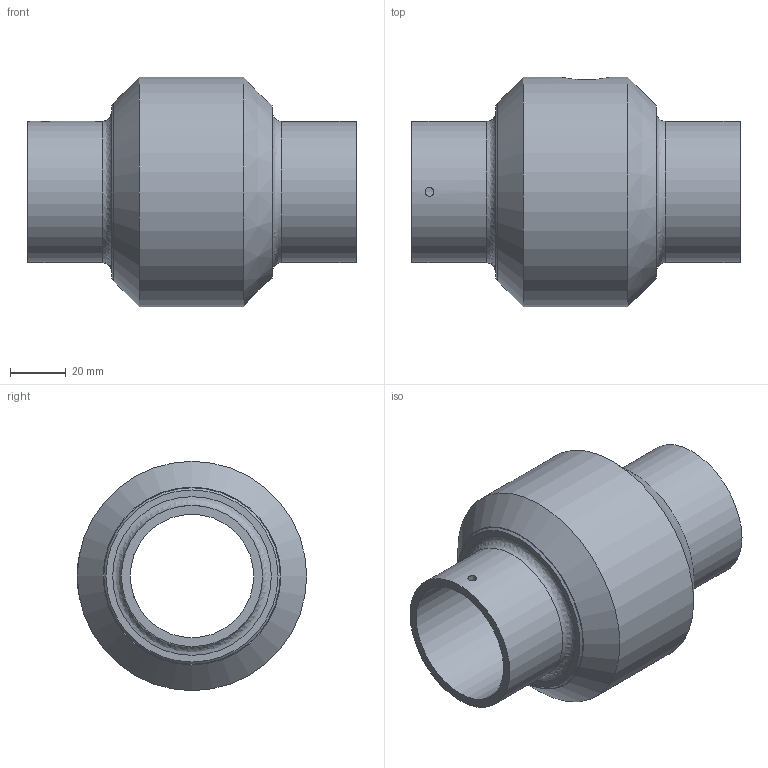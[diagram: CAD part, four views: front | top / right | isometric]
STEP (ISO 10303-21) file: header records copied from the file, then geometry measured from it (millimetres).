
FILE_DESCRIPTION((''),'2;1');
FILE_NAME('130200-3D.stp','2010-05-27T10:48:46',('michael witt'),(''),'Autodesk Inventor 2010','Autodesk Inventor 2010','');
FILE_SCHEMA(('AUTOMOTIVE_DESIGN { 1 0 10303 214 1 1 1 1 }'));
Length unit declared in the file: inch
Products named in the file (3): Assembly5; Part18; Part20
Assembly tree (2 placements, depth 2):
  Assembly5
    Part18
    Part20
Bounding box: 118.24 x 82.55 x 82.55 mm (x, y, z)
Volume: 220760.7 mm3; surface area: 52635.7 mm2
Topology: 2 solids, 2 shells, 25 faces, 52 edges, 33 vertices
Faces by surface type: cylinder 9, plane 8, cone 6, bspline 2
Full cylindrical faces by diameter (mm): 3.175 x1, 15.082 x1, 44.45 x2, 50.8 x2, 63.5 x2, 82.55 x1
Entity records: 871 total; most frequent: CARTESIAN_POINT 328, DIRECTION 102, ORIENTED_EDGE 64, EDGE_LOOP 52, AXIS2_PLACEMENT_3D 51, EDGE_CURVE 32, VERTEX_POINT 30, FACE_BOUND 27
